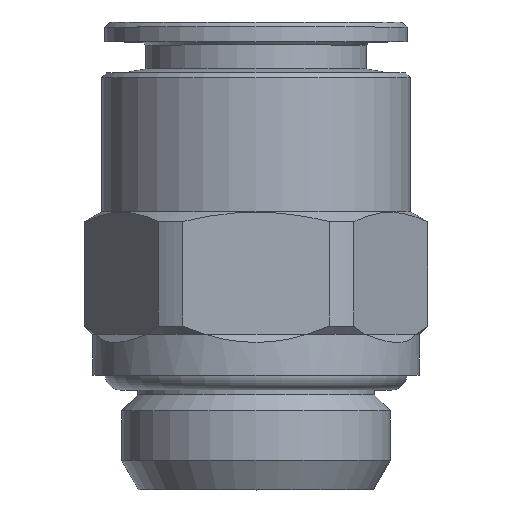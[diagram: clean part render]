
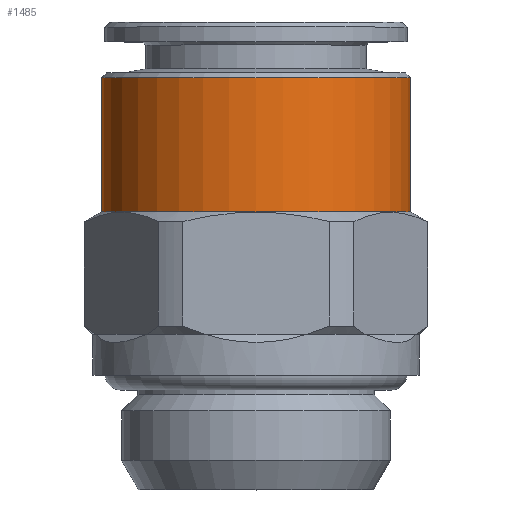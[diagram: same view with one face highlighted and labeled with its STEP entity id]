
A CAD part, top view. The second image highlights one B-rep face of the part: STEP entity #1485.
In plain terms, the highlighted cylindrical face has radius 9.45 mm (diameter 18.9 mm), a full revolution.
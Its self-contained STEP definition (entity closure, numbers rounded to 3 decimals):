
#30=CYLINDRICAL_SURFACE('',#1607,9.45);
#416=ORIENTED_EDGE('',*,*,#585,.F.);
#417=ORIENTED_EDGE('',*,*,#584,.T.);
#584=EDGE_CURVE('',#679,#679,#732,.T.);
#585=EDGE_CURVE('',#680,#680,#733,.T.);
#679=VERTEX_POINT('',#2295);
#680=VERTEX_POINT('',#2298);
#732=CIRCLE('',#1606,9.45);
#733=CIRCLE('',#1608,9.45);
#804=EDGE_LOOP('',(#416));
#805=EDGE_LOOP('',(#417));
#896=FACE_BOUND('',#804,.T.);
#897=FACE_BOUND('',#805,.T.);
#1485=ADVANCED_FACE('',(#896,#897),#30,.T.);
#1606=AXIS2_PLACEMENT_3D('',#2294,#1883,#1884);
#1607=AXIS2_PLACEMENT_3D('',#2296,#1885,#1886);
#1608=AXIS2_PLACEMENT_3D('',#2297,#1887,#1888);
#1883=DIRECTION('',(0.,-1.,0.));
#1884=DIRECTION('',(0.,0.,-1.));
#1885=DIRECTION('',(0.,-1.,0.));
#1886=DIRECTION('',(0.,0.,-1.));
#1887=DIRECTION('',(0.,-1.,0.));
#1888=DIRECTION('',(0.,0.,-1.));
#2294=CARTESIAN_POINT('',(0.,25.2,0.));
#2295=CARTESIAN_POINT('',(0.,25.2,-9.45));
#2296=CARTESIAN_POINT('',(0.,0.,0.));
#2297=CARTESIAN_POINT('',(0.,17.,0.));
#2298=CARTESIAN_POINT('',(0.,17.,-9.45));
